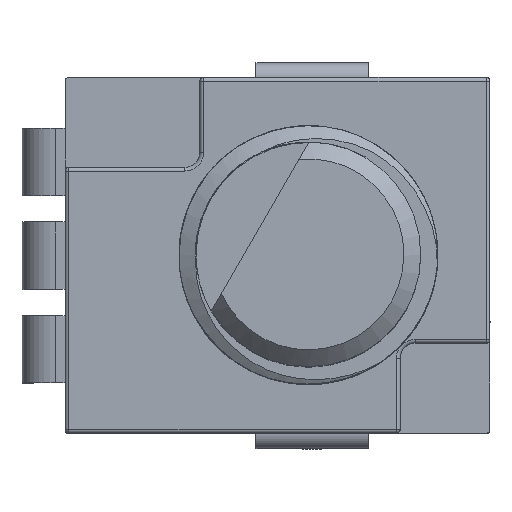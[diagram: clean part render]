
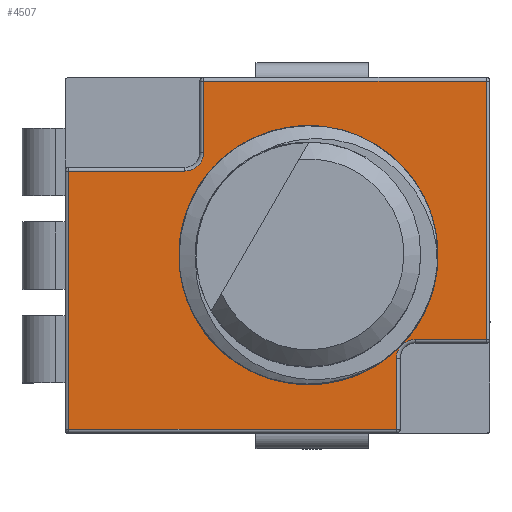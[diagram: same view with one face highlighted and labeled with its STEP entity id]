
A CAD part, top view. The second image highlights one B-rep face of the part: STEP entity #4507.
In plain terms, the highlighted planar face has unit normal (0, 0, 1).
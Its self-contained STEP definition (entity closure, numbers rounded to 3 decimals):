
#47=CIRCLE('',#4718,0.5);
#55=CIRCLE('',#4732,0.5);
#262=FACE_OUTER_BOUND('',#458,.T.);
#458=EDGE_LOOP('',(#3583,#3584,#3585,#3586,#3587,#3588,#3589,#3590,#3591,
#3592));
#669=LINE('',#7956,#986);
#670=LINE('',#7967,#987);
#674=LINE('',#7983,#991);
#676=LINE('',#7989,#993);
#677=LINE('',#7991,#994);
#678=LINE('',#7993,#995);
#679=LINE('',#7997,#996);
#680=LINE('',#7998,#997);
#986=VECTOR('',#5111,10.);
#987=VECTOR('',#5124,10.);
#991=VECTOR('',#5144,10.);
#993=VECTOR('',#5150,10.);
#994=VECTOR('',#5151,10.);
#995=VECTOR('',#5152,10.);
#996=VECTOR('',#5155,10.);
#997=VECTOR('',#5156,10.);
#1883=VERTEX_POINT('',#7950);
#1885=VERTEX_POINT('',#7954);
#1887=VERTEX_POINT('',#7959);
#1889=VERTEX_POINT('',#7965);
#1893=VERTEX_POINT('',#7982);
#1895=VERTEX_POINT('',#7988);
#1896=VERTEX_POINT('',#7990);
#1897=VERTEX_POINT('',#7992);
#1898=VERTEX_POINT('',#7994);
#1899=VERTEX_POINT('',#7996);
#2482=EDGE_CURVE('',#1885,#1883,#669,.T.);
#2484=EDGE_CURVE('',#1887,#1885,#47,.T.);
#2487=EDGE_CURVE('',#1889,#1887,#670,.T.);
#2495=EDGE_CURVE('',#1883,#1893,#674,.T.);
#2498=EDGE_CURVE('',#1895,#1889,#676,.T.);
#2499=EDGE_CURVE('',#1896,#1895,#677,.T.);
#2500=EDGE_CURVE('',#1897,#1896,#678,.T.);
#2501=EDGE_CURVE('',#1898,#1897,#55,.T.);
#2502=EDGE_CURVE('',#1899,#1898,#679,.T.);
#2503=EDGE_CURVE('',#1893,#1899,#680,.T.);
#3583=ORIENTED_EDGE('',*,*,#2482,.F.);
#3584=ORIENTED_EDGE('',*,*,#2484,.F.);
#3585=ORIENTED_EDGE('',*,*,#2487,.F.);
#3586=ORIENTED_EDGE('',*,*,#2498,.F.);
#3587=ORIENTED_EDGE('',*,*,#2499,.F.);
#3588=ORIENTED_EDGE('',*,*,#2500,.F.);
#3589=ORIENTED_EDGE('',*,*,#2501,.F.);
#3590=ORIENTED_EDGE('',*,*,#2502,.F.);
#3591=ORIENTED_EDGE('',*,*,#2503,.F.);
#3592=ORIENTED_EDGE('',*,*,#2495,.F.);
#4377=PLANE('',#4731);
#4507=ADVANCED_FACE('',(#262),#4377,.T.);
#4718=AXIS2_PLACEMENT_3D('',#7961,#5116,#5117);
#4731=AXIS2_PLACEMENT_3D('',#7987,#5148,#5149);
#4732=AXIS2_PLACEMENT_3D('',#7995,#5153,#5154);
#5111=DIRECTION('',(0.,-1.,0.));
#5116=DIRECTION('center_axis',(0.,0.,1.));
#5117=DIRECTION('ref_axis',(-0.707,0.707,0.));
#5124=DIRECTION('',(-1.,0.,0.));
#5144=DIRECTION('',(-1.,0.,0.));
#5148=DIRECTION('center_axis',(0.,0.,1.));
#5149=DIRECTION('ref_axis',(1.,0.,0.));
#5150=DIRECTION('',(0.,-1.,0.));
#5151=DIRECTION('',(1.,0.,0.));
#5152=DIRECTION('',(0.,1.,0.));
#5153=DIRECTION('center_axis',(0.,0.,1.));
#5154=DIRECTION('ref_axis',(0.707,-0.707,0.));
#5155=DIRECTION('',(1.,0.,0.));
#5156=DIRECTION('',(0.,1.,0.));
#7950=CARTESIAN_POINT('',(2.35,-4.65,10.));
#7954=CARTESIAN_POINT('',(2.35,-2.75,10.));
#7956=CARTESIAN_POINT('',(2.35,-2.375,10.));
#7959=CARTESIAN_POINT('',(2.85,-2.25,10.));
#7961=CARTESIAN_POINT('Origin',(2.85,-2.75,10.));
#7965=CARTESIAN_POINT('',(4.75,-2.25,10.));
#7967=CARTESIAN_POINT('',(0.813,-2.25,10.));
#7982=CARTESIAN_POINT('',(-6.4,-4.65,10.));
#7983=CARTESIAN_POINT('',(-3.663,-4.65,10.));
#7987=CARTESIAN_POINT('Origin',(-0.825,0.,
10.));
#7988=CARTESIAN_POINT('',(4.75,4.65,10.));
#7989=CARTESIAN_POINT('',(4.75,-2.375,10.));
#7990=CARTESIAN_POINT('',(-2.8,4.65,10.));
#7991=CARTESIAN_POINT('',(2.013,4.65,10.));
#7992=CARTESIAN_POINT('',(-2.8,2.75,10.));
#7993=CARTESIAN_POINT('',(-2.8,2.375,10.));
#7994=CARTESIAN_POINT('',(-3.3,2.25,10.));
#7995=CARTESIAN_POINT('Origin',(-3.3,2.75,10.));
#7996=CARTESIAN_POINT('',(-6.4,2.25,10.));
#7997=CARTESIAN_POINT('',(-1.863,2.25,10.));
#7998=CARTESIAN_POINT('',(-6.4,2.375,10.));
